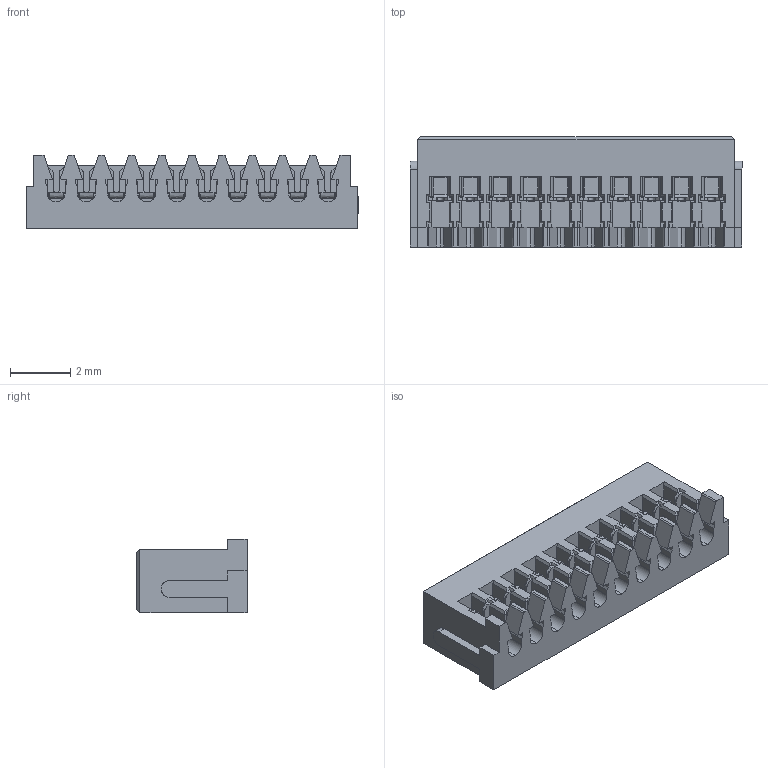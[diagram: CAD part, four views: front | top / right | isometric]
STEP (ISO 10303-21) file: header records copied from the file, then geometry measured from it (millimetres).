
FILE_DESCRIPTION( ('This file contains a STEP AP42 implementation' ,'as created by ZW3D STEP Interface translator.') ,'2;1' );
FILE_NAME( 'WF1001-HIXXW01.stp' ,'24 3 1. 95446', (''), ('ZWCAD Software Co.'), 'Version 1.0', 'ZW3D to STEP translator', '' );
FILE_SCHEMA(('AUTOMOTIVE_DESIGN { 1 0 10303 214 1 1 1 1 }'));
Length unit declared in the file: millimetre
Products named in the file (2): 0; WF1001-HI10W01
Bounding box: 11 x 3.65 x 2.45 mm (x, y, z)
Volume: 65.2 mm3; surface area: 245.5 mm2
Topology: 1 solids, 1 shells, 1006 faces, 2858 edges, 1864 vertices
Faces by surface type: plane 854, bspline 130, cylinder 22
Entity records: 35510 total; most frequent: CARTESIAN_POINT 9031, ORIENTED_EDGE 5716, DIRECTION 4652, EDGE_CURVE 2858, VECTOR 2394, LINE 2394, VERTEX_POINT 1864, AXIS2_PLACEMENT_3D 1129
